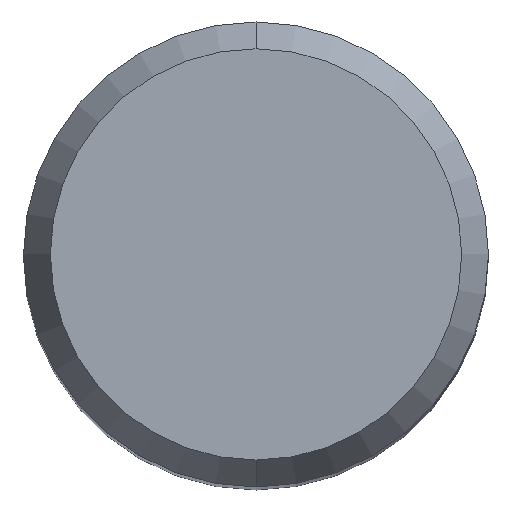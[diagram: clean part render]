
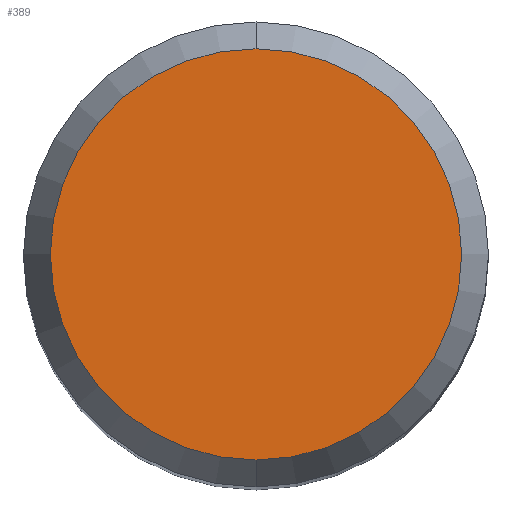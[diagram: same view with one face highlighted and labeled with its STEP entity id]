
A CAD part, top view. The second image highlights one B-rep face of the part: STEP entity #389.
In plain terms, the highlighted planar face has unit normal (0, 0, 1).
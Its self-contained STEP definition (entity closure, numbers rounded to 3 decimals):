
#271=EDGE_CURVE('',#433,#273,#578,.T.);
#273=VERTEX_POINT('',#580);
#381=EDGE_CURVE('',#273,#433,#695,.T.);
#389=ADVANCED_FACE('',(#703),#704,.T.);
#433=VERTEX_POINT('',#752);
#578=CIRCLE('',#1011,4.423);
#580=CARTESIAN_POINT('',(0.0,4.423,0.0));
#695=CIRCLE('',#1278,4.423);
#703=FACE_OUTER_BOUND('',#1289,.T.);
#704=PLANE('',#1290);
#752=CARTESIAN_POINT('',(0.,-4.423,0.0));
#1011=AXIS2_PLACEMENT_3D('',#1596,#1597,#1598);
#1278=AXIS2_PLACEMENT_3D('',#1688,#1689,#1690);
#1289=EDGE_LOOP('',(#1696,#1697));
#1290=AXIS2_PLACEMENT_3D('',#1698,#1699,#1700);
#1596=CARTESIAN_POINT('',(0.0,0.0,0.0));
#1597=DIRECTION('',(0.0,0.0,-1.0));
#1598=DIRECTION('',(0.0,1.0,0.0));
#1688=CARTESIAN_POINT('',(0.0,0.0,0.0));
#1689=DIRECTION('',(0.0,0.0,-1.0));
#1690=DIRECTION('',(0.0,1.0,0.0));
#1696=ORIENTED_EDGE('',*,*,#381,.F.);
#1697=ORIENTED_EDGE('',*,*,#271,.F.);
#1698=CARTESIAN_POINT('',(0.0,2.211,0.0));
#1699=DIRECTION('',(-0.0,0.0,1.0));
#1700=DIRECTION('',(0.0,-1.0,0.0));
